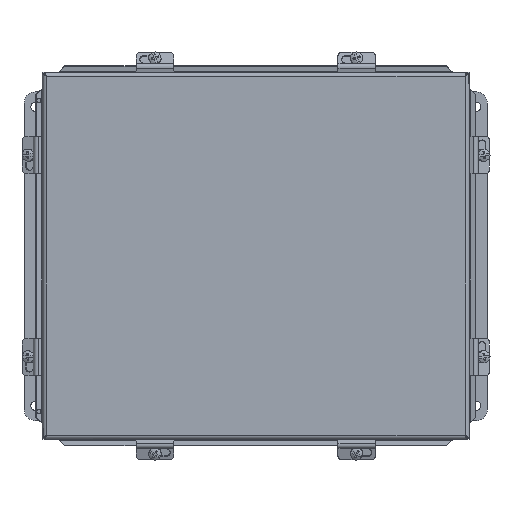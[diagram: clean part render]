
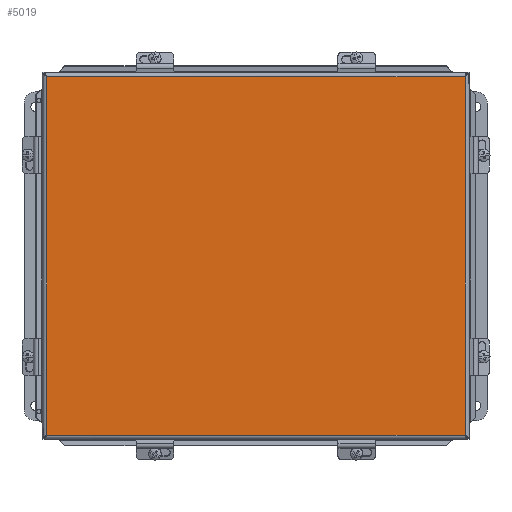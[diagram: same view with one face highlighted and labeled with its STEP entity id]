
A CAD part, top view. The second image highlights one B-rep face of the part: STEP entity #5019.
In plain terms, the highlighted planar face has unit normal (0, 0, 1).
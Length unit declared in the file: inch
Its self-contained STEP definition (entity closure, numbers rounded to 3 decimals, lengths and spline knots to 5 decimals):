
#659=PLANE('',#5594);
#917=LINE('',#7880,#1398);
#950=LINE('',#8123,#1431);
#1052=LINE('',#8570,#1533);
#1053=LINE('',#8572,#1534);
#1398=VECTOR('',#6264,0.3937);
#1431=VECTOR('',#6317,0.3937);
#1533=VECTOR('',#6591,0.3937);
#1534=VECTOR('',#6594,0.3937);
#1921=FACE_OUTER_BOUND('',#2219,.T.);
#2219=EDGE_LOOP('',(#4432,#4433,#4434,#4435));
#2579=VERTEX_POINT('',#7601);
#2610=VERTEX_POINT('',#7749);
#2638=VERTEX_POINT('',#7879);
#2650=VERTEX_POINT('',#8036);
#3124=EDGE_CURVE('',#2638,#2610,#917,.T.);
#3166=EDGE_CURVE('',#2579,#2650,#950,.T.);
#3304=EDGE_CURVE('',#2610,#2579,#1052,.T.);
#3305=EDGE_CURVE('',#2650,#2638,#1053,.T.);
#4432=ORIENTED_EDGE('',*,*,#3304,.T.);
#4433=ORIENTED_EDGE('',*,*,#3166,.T.);
#4434=ORIENTED_EDGE('',*,*,#3305,.T.);
#4435=ORIENTED_EDGE('',*,*,#3124,.T.);
#5019=ADVANCED_FACE('',(#1921),#659,.T.);
#5594=AXIS2_PLACEMENT_3D('',#8573,#6595,#6596);
#6264=DIRECTION('',(0.,-1.,0.));
#6317=DIRECTION('',(0.,1.,0.));
#6591=DIRECTION('',(1.,0.,0.));
#6594=DIRECTION('',(-1.,0.,0.));
#6595=DIRECTION('center_axis',(0.,0.,1.));
#6596=DIRECTION('ref_axis',(1.,0.,0.));
#7601=CARTESIAN_POINT('',(6.0035,-7.0035,0.059));
#7749=CARTESIAN_POINT('',(-6.0035,-7.0035,0.059));
#7879=CARTESIAN_POINT('',(-6.0035,7.0035,0.059));
#7880=CARTESIAN_POINT('',(-6.0035,3.50175,0.059));
#8036=CARTESIAN_POINT('',(6.0035,7.0035,0.059));
#8123=CARTESIAN_POINT('',(6.0035,-3.50175,0.059));
#8570=CARTESIAN_POINT('',(-3.00175,-7.0035,0.059));
#8572=CARTESIAN_POINT('',(3.00175,7.0035,0.059));
#8573=CARTESIAN_POINT('Origin',(0.,0.,
0.059));
